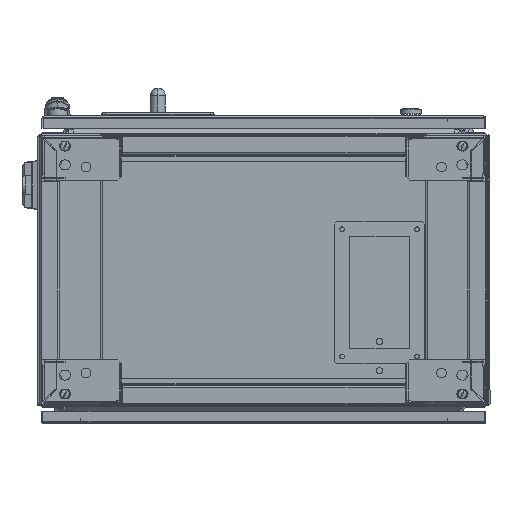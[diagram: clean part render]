
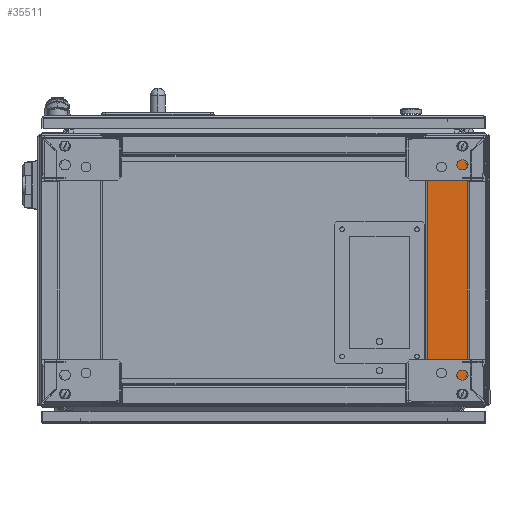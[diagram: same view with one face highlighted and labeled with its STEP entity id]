
A CAD part, front view. The second image highlights one B-rep face of the part: STEP entity #35511.
In plain terms, the highlighted planar face has unit normal (0, -1, 0).
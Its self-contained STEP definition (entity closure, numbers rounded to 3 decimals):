
#2267 = EDGE_LOOP ( 'NONE', ( #26288, #67006, #78011, #56153 ) ) ;
#2557 = FACE_BOUND ( 'NONE', #57251, .T. ) ;
#5129 = EDGE_CURVE ( 'NONE', #71942, #13635, #68880, .T. ) ;
#7272 = DIRECTION ( 'NONE',  ( 0., 1., 0. ) ) ;
#8121 = DIRECTION ( 'NONE',  ( 0., 0., 1. ) ) ;
#9601 = EDGE_LOOP ( 'NONE', ( #97618, #19492 ) ) ;
#10207 = VERTEX_POINT ( 'NONE', #90656 ) ;
#10512 = LINE ( 'NONE', #95442, #12241 ) ;
#10790 = FACE_BOUND ( 'NONE', #19402, .T. ) ;
#11667 = CIRCLE ( 'NONE', #28142, 4.35 ) ;
#12241 = VECTOR ( 'NONE', #63793, 1000. ) ;
#12917 = DIRECTION ( 'NONE',  ( 0., 0., 1. ) ) ;
#13396 = ORIENTED_EDGE ( 'NONE', *, *, #41029, .T. ) ;
#13635 = VERTEX_POINT ( 'NONE', #30190 ) ;
#15313 = EDGE_CURVE ( 'NONE', #25420, #89115, #85026, .T. ) ;
#15474 = EDGE_CURVE ( 'NONE', #89466, #56132, #11667, .T. ) ;
#16350 = VECTOR ( 'NONE', #18318, 1000. ) ;
#17426 = DIRECTION ( 'NONE',  ( 0., 1., 0. ) ) ;
#18318 = DIRECTION ( 'NONE',  ( 0., 0., -1. ) ) ;
#18448 = CARTESIAN_POINT ( 'NONE',  ( 576.811, -1803.5, 349.32 ) ) ;
#19402 = EDGE_LOOP ( 'NONE', ( #70545, #87428 ) ) ;
#19492 = ORIENTED_EDGE ( 'NONE', *, *, #100967, .T. ) ;
#19791 = DIRECTION ( 'NONE',  ( 1., 0., 0. ) ) ;
#21573 = DIRECTION ( 'NONE',  ( 0., 1., 0. ) ) ;
#22355 = EDGE_CURVE ( 'NONE', #102055, #58893, #10512, .T. ) ;
#22389 = VERTEX_POINT ( 'NONE', #99036 ) ;
#23811 = DIRECTION ( 'NONE',  ( 0., 0., 1. ) ) ;
#23842 = CIRCLE ( 'NONE', #33780, 7. ) ;
#24160 = CARTESIAN_POINT ( 'NONE',  ( 576.811, -1803.5, 349.32 ) ) ;
#24340 = CARTESIAN_POINT ( 'NONE',  ( 539.811, -1803.5, 350.18 ) ) ;
#24976 = CIRCLE ( 'NONE', #79468, 7. ) ;
#25420 = VERTEX_POINT ( 'NONE', #24340 ) ;
#26288 = ORIENTED_EDGE ( 'NONE', *, *, #55634, .F. ) ;
#26601 = CIRCLE ( 'NONE', #89432, 4.35 ) ;
#28142 = AXIS2_PLACEMENT_3D ( 'NONE', #18448, #95119, #8121 ) ;
#28491 = CARTESIAN_POINT ( 'NONE',  ( 584.061, -1803.5, 50.5 ) ) ;
#29316 = AXIS2_PLACEMENT_3D ( 'NONE', #82240, #42919, #35693 ) ;
#30190 = CARTESIAN_POINT ( 'NONE',  ( 539.811, -1803.5, 74.98 ) ) ;
#31723 = VERTEX_POINT ( 'NONE', #79224 ) ;
#33334 = ORIENTED_EDGE ( 'NONE', *, *, #61053, .T. ) ;
#33780 = AXIS2_PLACEMENT_3D ( 'NONE', #92535, #21573, #43905 ) ;
#34004 = DIRECTION ( 'NONE',  ( 0., 0., 1. ) ) ;
#34110 = FACE_BOUND ( 'NONE', #9601, .T. ) ;
#34213 = CARTESIAN_POINT ( 'NONE',  ( 520.061, -1803.5, 50.5 ) ) ;
#34373 = VECTOR ( 'NONE', #88547, 1000. ) ;
#35511 = ADVANCED_FACE ( 'NONE', ( #89992, #2557, #71379, #34110, #10790 ), #66587, .T. ) ;
#35693 = DIRECTION ( 'NONE',  ( 0., 0., 1. ) ) ;
#40267 = CARTESIAN_POINT ( 'NONE',  ( 539.811, -1803.5, 67.98 ) ) ;
#41029 = EDGE_CURVE ( 'NONE', #13635, #71942, #23842, .T. ) ;
#42919 = DIRECTION ( 'NONE',  ( 0., 1., 0. ) ) ;
#43905 = DIRECTION ( 'NONE',  ( 0., 0., 1. ) ) ;
#46038 = EDGE_CURVE ( 'NONE', #102055, #31723, #73452, .T. ) ;
#48424 = CIRCLE ( 'NONE', #98022, 4.35 ) ;
#53030 = EDGE_CURVE ( 'NONE', #22389, #101663, #48424, .T. ) ;
#53552 = EDGE_LOOP ( 'NONE', ( #13396, #102400 ) ) ;
#55634 = EDGE_CURVE ( 'NONE', #10207, #58893, #58100, .T. ) ;
#56132 = VERTEX_POINT ( 'NONE', #71174 ) ;
#56153 = ORIENTED_EDGE ( 'NONE', *, *, #22355, .T. ) ;
#57251 = EDGE_LOOP ( 'NONE', ( #33334, #88104 ) ) ;
#57609 = CARTESIAN_POINT ( 'NONE',  ( 585.061, -1803.5, 360.5 ) ) ;
#58029 = CARTESIAN_POINT ( 'NONE',  ( 576.811, -1803.5, 353.67 ) ) ;
#58100 = LINE ( 'NONE', #57609, #75348 ) ;
#58893 = VERTEX_POINT ( 'NONE', #70958 ) ;
#61053 = EDGE_CURVE ( 'NONE', #101663, #22389, #72158, .T. ) ;
#61999 = DIRECTION ( 'NONE',  ( 0., 0., 1. ) ) ;
#63459 = AXIS2_PLACEMENT_3D ( 'NONE', #91558, #75935, #98851 ) ;
#63793 = DIRECTION ( 'NONE',  ( 0., 0., 1. ) ) ;
#65587 = CARTESIAN_POINT ( 'NONE',  ( 518.311, -1803.5, 360.5 ) ) ;
#66587 = PLANE ( 'NONE',  #86203 ) ;
#67006 = ORIENTED_EDGE ( 'NONE', *, *, #85715, .T. ) ;
#68880 = CIRCLE ( 'NONE', #92113, 7. ) ;
#69239 = CARTESIAN_POINT ( 'NONE',  ( 539.811, -1803.5, 343.18 ) ) ;
#70545 = ORIENTED_EDGE ( 'NONE', *, *, #15474, .T. ) ;
#70958 = CARTESIAN_POINT ( 'NONE',  ( 584.061, -1803.5, 360.5 ) ) ;
#71174 = CARTESIAN_POINT ( 'NONE',  ( 576.811, -1803.5, 344.97 ) ) ;
#71379 = FACE_BOUND ( 'NONE', #53552, .T. ) ;
#71942 = VERTEX_POINT ( 'NONE', #100526 ) ;
#72158 = CIRCLE ( 'NONE', #29316, 4.35 ) ;
#73452 = LINE ( 'NONE', #34213, #34373 ) ;
#73681 = CARTESIAN_POINT ( 'NONE',  ( 521.061, -1803.5, 360.5 ) ) ;
#75348 = VECTOR ( 'NONE', #19791, 1000. ) ;
#75935 = DIRECTION ( 'NONE',  ( 0., 1., 0. ) ) ;
#78011 = ORIENTED_EDGE ( 'NONE', *, *, #46038, .F. ) ;
#79174 = DIRECTION ( 'NONE',  ( 0., -1., 0. ) ) ;
#79224 = CARTESIAN_POINT ( 'NONE',  ( 521.061, -1803.5, 50.5 ) ) ;
#79468 = AXIS2_PLACEMENT_3D ( 'NONE', #69239, #92640, #12917 ) ;
#81438 = LINE ( 'NONE', #73681, #16350 ) ;
#82240 = CARTESIAN_POINT ( 'NONE',  ( 576.811, -1803.5, 61.68 ) ) ;
#82523 = EDGE_CURVE ( 'NONE', #56132, #89466, #26601, .T. ) ;
#85026 = CIRCLE ( 'NONE', #63459, 7. ) ;
#85677 = CARTESIAN_POINT ( 'NONE',  ( 576.811, -1803.5, 66.03 ) ) ;
#85715 = EDGE_CURVE ( 'NONE', #10207, #31723, #81438, .T. ) ;
#86203 = AXIS2_PLACEMENT_3D ( 'NONE', #65587, #79174, #94788 ) ;
#87428 = ORIENTED_EDGE ( 'NONE', *, *, #82523, .T. ) ;
#87475 = CARTESIAN_POINT ( 'NONE',  ( 576.811, -1803.5, 61.68 ) ) ;
#88104 = ORIENTED_EDGE ( 'NONE', *, *, #53030, .T. ) ;
#88547 = DIRECTION ( 'NONE',  ( -1., 0., 0. ) ) ;
#89115 = VERTEX_POINT ( 'NONE', #94463 ) ;
#89432 = AXIS2_PLACEMENT_3D ( 'NONE', #24160, #17426, #34004 ) ;
#89466 = VERTEX_POINT ( 'NONE', #58029 ) ;
#89992 = FACE_OUTER_BOUND ( 'NONE', #2267, .T. ) ;
#90656 = CARTESIAN_POINT ( 'NONE',  ( 521.061, -1803.5, 360.5 ) ) ;
#91558 = CARTESIAN_POINT ( 'NONE',  ( 539.811, -1803.5, 343.18 ) ) ;
#92113 = AXIS2_PLACEMENT_3D ( 'NONE', #40267, #94636, #61999 ) ;
#92535 = CARTESIAN_POINT ( 'NONE',  ( 539.811, -1803.5, 67.98 ) ) ;
#92640 = DIRECTION ( 'NONE',  ( 0., 1., 0. ) ) ;
#94463 = CARTESIAN_POINT ( 'NONE',  ( 539.811, -1803.5, 336.18 ) ) ;
#94636 = DIRECTION ( 'NONE',  ( 0., 1., 0. ) ) ;
#94788 = DIRECTION ( 'NONE',  ( 0., 0., -1. ) ) ;
#95119 = DIRECTION ( 'NONE',  ( 0., 1., 0. ) ) ;
#95442 = CARTESIAN_POINT ( 'NONE',  ( 584.061, -1803.5, 360.5 ) ) ;
#97618 = ORIENTED_EDGE ( 'NONE', *, *, #15313, .T. ) ;
#98022 = AXIS2_PLACEMENT_3D ( 'NONE', #87475, #7272, #23811 ) ;
#98851 = DIRECTION ( 'NONE',  ( 0., 0., 1. ) ) ;
#99036 = CARTESIAN_POINT ( 'NONE',  ( 576.811, -1803.5, 57.33 ) ) ;
#100526 = CARTESIAN_POINT ( 'NONE',  ( 539.811, -1803.5, 60.98 ) ) ;
#100967 = EDGE_CURVE ( 'NONE', #89115, #25420, #24976, .T. ) ;
#101663 = VERTEX_POINT ( 'NONE', #85677 ) ;
#102055 = VERTEX_POINT ( 'NONE', #28491 ) ;
#102400 = ORIENTED_EDGE ( 'NONE', *, *, #5129, .T. ) ;
